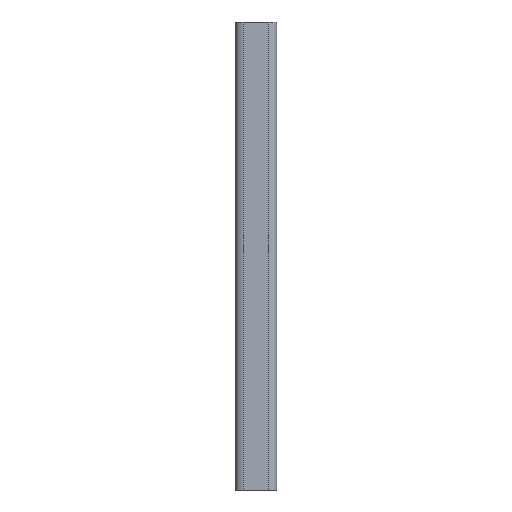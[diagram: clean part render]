
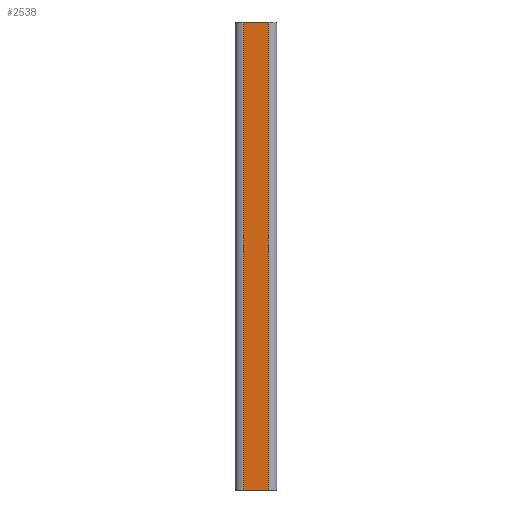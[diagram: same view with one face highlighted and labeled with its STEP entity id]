
A CAD part, left-side view. The second image highlights one B-rep face of the part: STEP entity #2538.
In plain terms, the highlighted planar face has unit normal (-1, 0, 0).
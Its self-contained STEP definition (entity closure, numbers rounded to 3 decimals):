
#35 = EDGE_CURVE ( 'NONE', #1010, #828, #286, .T. ) ;
#97 = AXIS2_PLACEMENT_3D ( 'NONE', #2582, #663, #2371 ) ;
#226 = VECTOR ( 'NONE', #1063, 1000. ) ;
#286 = LINE ( 'NONE', #2253, #2370 ) ;
#373 = CARTESIAN_POINT ( 'NONE',  ( -17.5, 14.376, 0. ) ) ;
#392 = ORIENTED_EDGE ( 'NONE', *, *, #2467, .T. ) ;
#663 = DIRECTION ( 'NONE',  ( -1., 0., 0. ) ) ;
#680 = DIRECTION ( 'NONE',  ( 0., 1., 0. ) ) ;
#828 = VERTEX_POINT ( 'NONE', #1296 ) ;
#865 = EDGE_CURVE ( 'NONE', #828, #1879, #1911, .T. ) ;
#1010 = VERTEX_POINT ( 'NONE', #2420 ) ;
#1063 = DIRECTION ( 'NONE',  ( 0., 1., 0. ) ) ;
#1089 = CARTESIAN_POINT ( 'NONE',  ( -17.5, 18., 0. ) ) ;
#1131 = ORIENTED_EDGE ( 'NONE', *, *, #2206, .T. ) ;
#1212 = EDGE_LOOP ( 'NONE', ( #1338, #2503, #392, #1131 ) ) ;
#1296 = CARTESIAN_POINT ( 'NONE',  ( -17.5, 3.5, 0. ) ) ;
#1338 = ORIENTED_EDGE ( 'NONE', *, *, #865, .F. ) ;
#1724 = PLANE ( 'NONE',  #97 ) ;
#1771 = DIRECTION ( 'NONE',  ( 0., 0., -1. ) ) ;
#1794 = VECTOR ( 'NONE', #680, 1000. ) ;
#1879 = VERTEX_POINT ( 'NONE', #373 ) ;
#1908 = LINE ( 'NONE', #2772, #226 ) ;
#1911 = LINE ( 'NONE', #1089, #1794 ) ;
#2027 = LINE ( 'NONE', #2421, #2221 ) ;
#2187 = VERTEX_POINT ( 'NONE', #2240 ) ;
#2206 = EDGE_CURVE ( 'NONE', #2187, #1879, #2027, .T. ) ;
#2221 = VECTOR ( 'NONE', #1771, 1000. ) ;
#2238 = DIRECTION ( 'NONE',  ( 0., 0., -1. ) ) ;
#2240 = CARTESIAN_POINT ( 'NONE',  ( -17.5, 14.376, 200. ) ) ;
#2253 = CARTESIAN_POINT ( 'NONE',  ( -17.5, 3.5, 200. ) ) ;
#2370 = VECTOR ( 'NONE', #2238, 1000. ) ;
#2371 = DIRECTION ( 'NONE',  ( 0., -1., 0. ) ) ;
#2420 = CARTESIAN_POINT ( 'NONE',  ( -17.5, 3.5, 200. ) ) ;
#2421 = CARTESIAN_POINT ( 'NONE',  ( -17.5, 14.376, 200. ) ) ;
#2467 = EDGE_CURVE ( 'NONE', #1010, #2187, #1908, .T. ) ;
#2503 = ORIENTED_EDGE ( 'NONE', *, *, #35, .F. ) ;
#2538 = ADVANCED_FACE ( 'NONE', ( #2759 ), #1724, .T. ) ;
#2582 = CARTESIAN_POINT ( 'NONE',  ( -17.5, 18., 200. ) ) ;
#2759 = FACE_OUTER_BOUND ( 'NONE', #1212, .T. ) ;
#2772 = CARTESIAN_POINT ( 'NONE',  ( -17.5, 18., 200. ) ) ;
